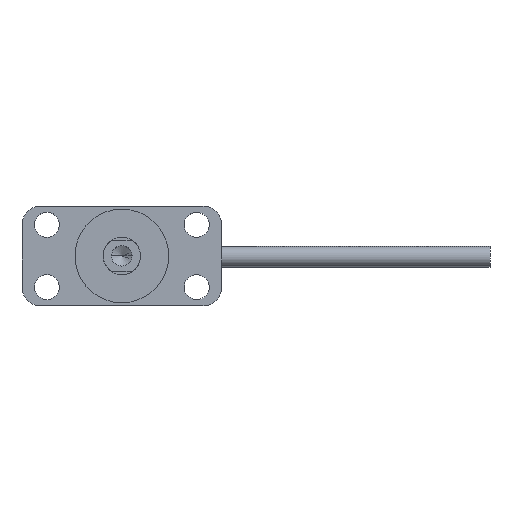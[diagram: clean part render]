
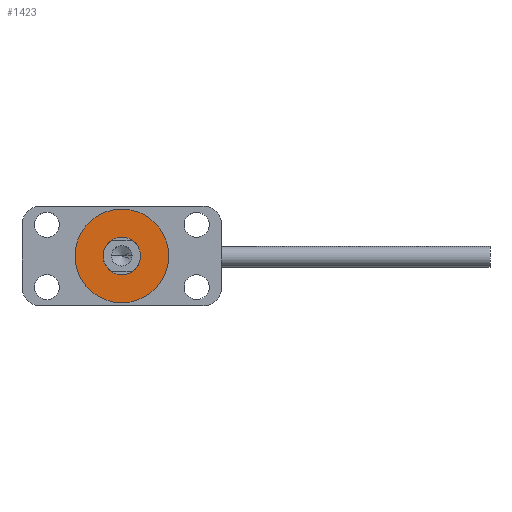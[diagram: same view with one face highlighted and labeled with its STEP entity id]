
A CAD part, top view. The second image highlights one B-rep face of the part: STEP entity #1423.
In plain terms, the highlighted planar face has unit normal (0, 0, 1).
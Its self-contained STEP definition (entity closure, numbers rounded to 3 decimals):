
#26 = CARTESIAN_POINT ( 'NONE',  ( 0., 0., 39.5 ) ) ;
#169 = EDGE_LOOP ( 'NONE', ( #788, #316 ) ) ;
#183 = EDGE_CURVE ( 'NONE', #1853, #1626, #1335, .T. ) ;
#227 = CIRCLE ( 'NONE', #1470, 7.5 ) ;
#277 = CIRCLE ( 'NONE', #1562, 7.5 ) ;
#316 = ORIENTED_EDGE ( 'NONE', *, *, #183, .T. ) ;
#371 = CARTESIAN_POINT ( 'NONE',  ( 3., 0., 39.5 ) ) ;
#454 = EDGE_LOOP ( 'NONE', ( #490, #1283 ) ) ;
#490 = ORIENTED_EDGE ( 'NONE', *, *, #1583, .T. ) ;
#538 = EDGE_CURVE ( 'NONE', #1626, #1853, #1926, .T. ) ;
#573 = DIRECTION ( 'NONE',  ( 0., 0., -1. ) ) ;
#601 = DIRECTION ( 'NONE',  ( 0., 0., -1. ) ) ;
#637 = DIRECTION ( 'NONE',  ( 1., 0., 0. ) ) ;
#777 = AXIS2_PLACEMENT_3D ( 'NONE', #1298, #997, #1899 ) ;
#788 = ORIENTED_EDGE ( 'NONE', *, *, #538, .T. ) ;
#874 = CARTESIAN_POINT ( 'NONE',  ( 7.5, 0., 39.5 ) ) ;
#914 = DIRECTION ( 'NONE',  ( 0., 0., 1. ) ) ;
#948 = FACE_BOUND ( 'NONE', #169, .T. ) ;
#961 = VERTEX_POINT ( 'NONE', #874 ) ;
#997 = DIRECTION ( 'NONE',  ( 0., 0., 1. ) ) ;
#1051 = AXIS2_PLACEMENT_3D ( 'NONE', #1643, #601, #1493 ) ;
#1210 = DIRECTION ( 'NONE',  ( 0., 0., 1. ) ) ;
#1244 = PLANE ( 'NONE',  #777 ) ;
#1283 = ORIENTED_EDGE ( 'NONE', *, *, #1623, .T. ) ;
#1298 = CARTESIAN_POINT ( 'NONE',  ( 0., 0., 39.5 ) ) ;
#1335 = CIRCLE ( 'NONE', #1819, 3. ) ;
#1423 = ADVANCED_FACE ( 'NONE', ( #1790, #948 ), #1244, .T. ) ;
#1467 = DIRECTION ( 'NONE',  ( 1., 0., 0. ) ) ;
#1470 = AXIS2_PLACEMENT_3D ( 'NONE', #26, #914, #1813 ) ;
#1493 = DIRECTION ( 'NONE',  ( 1., 0., 0. ) ) ;
#1562 = AXIS2_PLACEMENT_3D ( 'NONE', #1665, #1210, #637 ) ;
#1583 = EDGE_CURVE ( 'NONE', #961, #1689, #277, .T. ) ;
#1613 = CARTESIAN_POINT ( 'NONE',  ( 0., 0., 39.5 ) ) ;
#1623 = EDGE_CURVE ( 'NONE', #1689, #961, #227, .T. ) ;
#1626 = VERTEX_POINT ( 'NONE', #1673 ) ;
#1643 = CARTESIAN_POINT ( 'NONE',  ( 0., 0., 39.5 ) ) ;
#1665 = CARTESIAN_POINT ( 'NONE',  ( 0., 0., 39.5 ) ) ;
#1673 = CARTESIAN_POINT ( 'NONE',  ( -3., 0., 39.5 ) ) ;
#1689 = VERTEX_POINT ( 'NONE', #1902 ) ;
#1790 = FACE_OUTER_BOUND ( 'NONE', #454, .T. ) ;
#1813 = DIRECTION ( 'NONE',  ( 1., 0., 0. ) ) ;
#1819 = AXIS2_PLACEMENT_3D ( 'NONE', #1613, #573, #1467 ) ;
#1853 = VERTEX_POINT ( 'NONE', #371 ) ;
#1899 = DIRECTION ( 'NONE',  ( 1., 0., 0. ) ) ;
#1902 = CARTESIAN_POINT ( 'NONE',  ( -7.5, 0., 39.5 ) ) ;
#1926 = CIRCLE ( 'NONE', #1051, 3. ) ;
